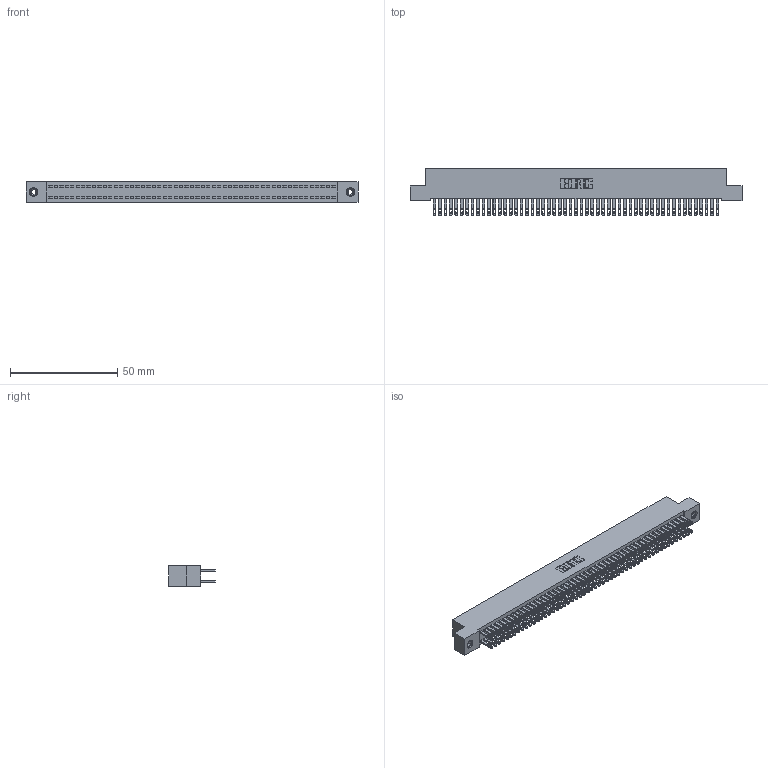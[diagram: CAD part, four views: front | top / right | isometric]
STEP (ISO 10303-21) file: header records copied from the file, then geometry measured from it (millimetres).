
FILE_DESCRIPTION (( 'STEP AP203' ), '1' );
FILE_NAME ('342-106-500-208.STEP', '2018-08-14T06:39:21', ( '' ), ( '' ), 'SwSTEP 2.0', 'SolidWorks 2016', '' );
FILE_SCHEMA (( 'CONFIG_CONTROL_DESIGN' ));
Length unit declared in the file: inch
Products named in the file (4): 342 Part_TI; 345-292-001_345-293-100; 345-250-001_345-250-003-102; 342-106-500-208
Assembly tree (109 placements, depth 2):
  342-106-500-208
    342 Part_TI
    345-292-001_345-293-100  x106
    345-250-001_345-250-003-102  x2
Bounding box: 154.94 x 21.85 x 9.4 mm (x, y, z)
Volume: 14291.6 mm3; surface area: 24559.4 mm2
Topology: 109 solids, 109 shells, 5258 faces, 16017 edges, 10670 vertices
Faces by surface type: plane 3278, cylinder 1964, cone 12, torus 4
Entity records: 33658 total; most frequent: CARTESIAN_POINT 5545, ORIENTED_EDGE 5474, DIRECTION 4751, EDGE_CURVE 2737, LINE 2585, VECTOR 2585, VERTEX_POINT 1820, AXIS2_PLACEMENT_3D 1083
